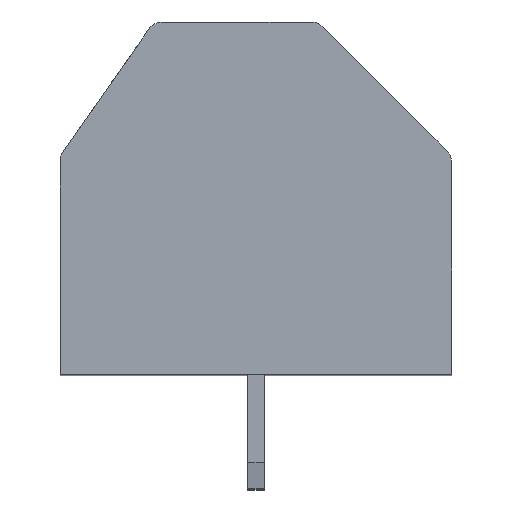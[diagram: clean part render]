
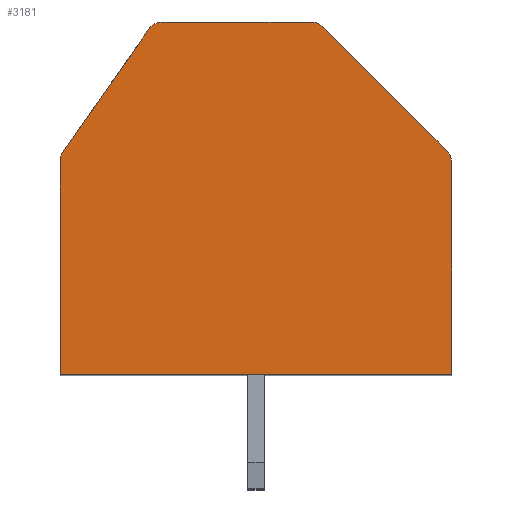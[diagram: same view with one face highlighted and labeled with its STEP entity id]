
A CAD part, top view. The second image highlights one B-rep face of the part: STEP entity #3181.
In plain terms, the highlighted planar face has unit normal (0, 0, 1).
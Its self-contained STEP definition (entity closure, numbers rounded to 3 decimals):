
#997=CARTESIAN_POINT('',(1.693,4.9,3.));
#998=DIRECTION('',(0.,0.,1.));
#999=DIRECTION('',(0.707,0.707,0.));
#1000=AXIS2_PLACEMENT_3D('',#997,#998,#999);
#1002=DIRECTION('',(-0.707,0.707,0.));
#1003=VECTOR('',#1002,5.384);
#1004=CARTESIAN_POINT('',(5.854,1.446,3.));
#1005=LINE('',#1004,#1003);
#1006=CARTESIAN_POINT('',(5.5,1.093,3.));
#1007=DIRECTION('',(0.,0.,1.));
#1008=DIRECTION('',(1.,0.,0.));
#1009=AXIS2_PLACEMENT_3D('',#1006,#1007,#1008);
#1011=DIRECTION('',(0.,1.,0.));
#1012=VECTOR('',#1011,6.493);
#1013=CARTESIAN_POINT('',(6.,-5.4,3.));
#1014=LINE('',#1013,#1012);
#1015=DIRECTION('',(1.,0.,0.));
#1016=VECTOR('',#1015,12.);
#1017=CARTESIAN_POINT('',(-6.,-5.4,3.));
#1018=LINE('',#1017,#1016);
#1019=DIRECTION('',(0.,-1.,0.));
#1020=VECTOR('',#1019,6.542);
#1021=CARTESIAN_POINT('',(-6.,1.142,3.));
#1022=LINE('',#1021,#1020);
#1023=CARTESIAN_POINT('',(-5.5,1.142,3.));
#1024=DIRECTION('',(0.,0.,1.));
#1025=DIRECTION('',(-0.819,0.574,0.));
#1026=AXIS2_PLACEMENT_3D('',#1023,#1024,#1025);
#1028=DIRECTION('',(-0.574,-0.819,0.));
#1029=VECTOR('',#1028,4.587);
#1030=CARTESIAN_POINT('',(-3.278,5.187,3.));
#1031=LINE('',#1030,#1029);
#1032=CARTESIAN_POINT('',(-2.869,4.9,3.));
#1033=DIRECTION('',(0.,0.,1.));
#1034=DIRECTION('',(0.,1.,0.));
#1035=AXIS2_PLACEMENT_3D('',#1032,#1033,#1034);
#1037=DIRECTION('',(-1.,0.,0.));
#1038=VECTOR('',#1037,4.562);
#1039=CARTESIAN_POINT('',(1.693,5.4,3.));
#1040=LINE('',#1039,#1038);
#1325=CARTESIAN_POINT('',(-6.,-5.4,3.));
#1326=CARTESIAN_POINT('',(6.,-5.4,3.));
#1327=VERTEX_POINT('',#1325);
#1328=VERTEX_POINT('',#1326);
#1485=CARTESIAN_POINT('',(2.046,5.254,3.));
#1486=VERTEX_POINT('',#1485);
#1487=CARTESIAN_POINT('',(1.693,5.4,3.));
#1488=VERTEX_POINT('',#1487);
#1493=CARTESIAN_POINT('',(6.,1.093,3.));
#1494=VERTEX_POINT('',#1493);
#1495=CARTESIAN_POINT('',(5.854,1.446,3.));
#1496=VERTEX_POINT('',#1495);
#1501=CARTESIAN_POINT('',(-2.869,5.4,3.));
#1502=VERTEX_POINT('',#1501);
#1503=CARTESIAN_POINT('',(-3.278,5.187,3.));
#1504=VERTEX_POINT('',#1503);
#1509=CARTESIAN_POINT('',(-5.91,1.429,3.));
#1510=VERTEX_POINT('',#1509);
#1511=CARTESIAN_POINT('',(-6.,1.142,3.));
#1512=VERTEX_POINT('',#1511);
#3164=CARTESIAN_POINT('',(0.,0.,3.));
#3165=DIRECTION('',(0.,0.,1.));
#3166=DIRECTION('',(1.,0.,0.));
#3167=AXIS2_PLACEMENT_3D('',#3164,#3165,#3166);
#3168=PLANE('',#3167);
#3169=ORIENTED_EDGE('',*,*,#1777,.F.);
#3170=ORIENTED_EDGE('',*,*,#1793,.F.);
#3171=ORIENTED_EDGE('',*,*,#2451,.F.);
#3172=ORIENTED_EDGE('',*,*,#2466,.F.);
#3173=ORIENTED_EDGE('',*,*,#2479,.F.);
#3174=ORIENTED_EDGE('',*,*,#2542,.F.);
#3175=ORIENTED_EDGE('',*,*,#2557,.F.);
#3176=ORIENTED_EDGE('',*,*,#2570,.F.);
#3177=ORIENTED_EDGE('',*,*,#3145,.F.);
#3178=ORIENTED_EDGE('',*,*,#3157,.F.);
#3179=EDGE_LOOP('',(#3169,#3170,#3171,#3172,#3173,#3174,#3175,#3176,#3177,
#3178));
#3180=FACE_OUTER_BOUND('',#3179,.F.);
#1001=CIRCLE('',#1000,0.5);
#1010=CIRCLE('',#1009,0.5);
#1027=CIRCLE('',#1026,0.5);
#1036=CIRCLE('',#1035,0.5);
#1777=EDGE_CURVE('',#1486,#1488,#1001,.T.);
#1793=EDGE_CURVE('',#1496,#1486,#1005,.T.);
#2451=EDGE_CURVE('',#1494,#1496,#1010,.T.);
#2466=EDGE_CURVE('',#1328,#1494,#1014,.T.);
#2479=EDGE_CURVE('',#1327,#1328,#1018,.T.);
#2542=EDGE_CURVE('',#1512,#1327,#1022,.T.);
#2557=EDGE_CURVE('',#1510,#1512,#1027,.T.);
#2570=EDGE_CURVE('',#1504,#1510,#1031,.T.);
#3145=EDGE_CURVE('',#1502,#1504,#1036,.T.);
#3157=EDGE_CURVE('',#1488,#1502,#1040,.T.);
#3181=ADVANCED_FACE('',(#3180),#3168,.T.);
